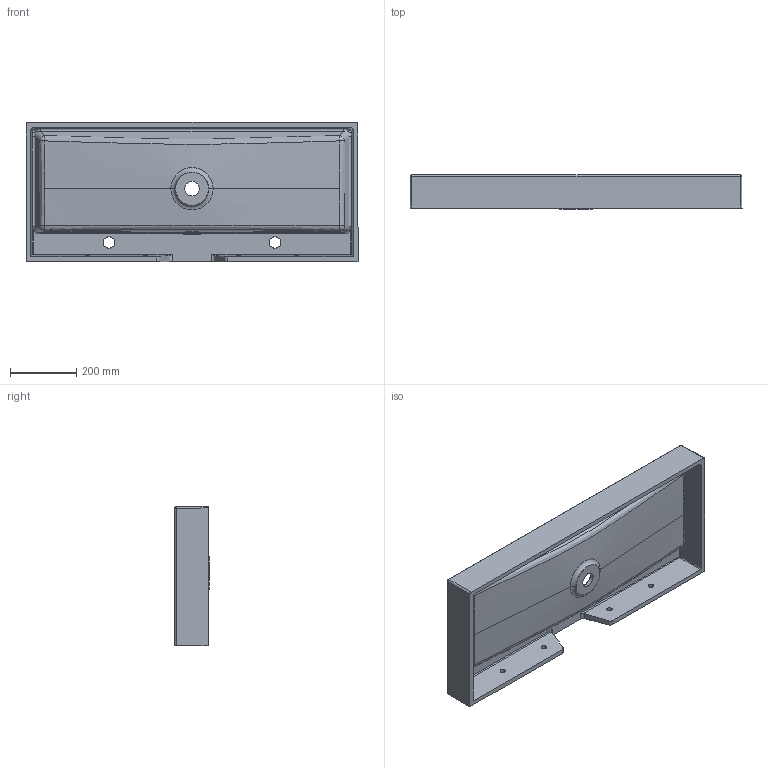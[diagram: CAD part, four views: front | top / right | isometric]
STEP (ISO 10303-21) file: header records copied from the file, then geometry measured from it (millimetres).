
FILE_DESCRIPTION (( 'STEP AP203' ), '1' );
FILE_NAME ('6229051012.step', '2020-12-18T12:30:47', ( 'admin' ), ( '' ), 'SwSTEP 2.0', 'SolidWorks 2019', '' );
FILE_SCHEMA (( 'CONFIG_CONTROL_DESIGN' ));
Length unit declared in the file: millimetre
Products named in the file (1): 6229051012
Bounding box: 1000 x 103 x 420 mm (x, y, z)
Volume: 10636967.8 mm3; surface area: 1489370.9 mm2
Topology: 1 solids, 1 shells, 153 faces, 374 edges, 211 vertices
Faces by surface type: cylinder 59, bspline 42, plane 24, sphere 12, torus 8, cone 8
Entity records: 6791 total; most frequent: CARTESIAN_POINT 3519, ORIENTED_EDGE 724, DIRECTION 614, EDGE_CURVE 362, AXIS2_PLACEMENT_3D 246, VERTEX_POINT 211, EDGE_LOOP 169, FACE_OUTER_BOUND 153
